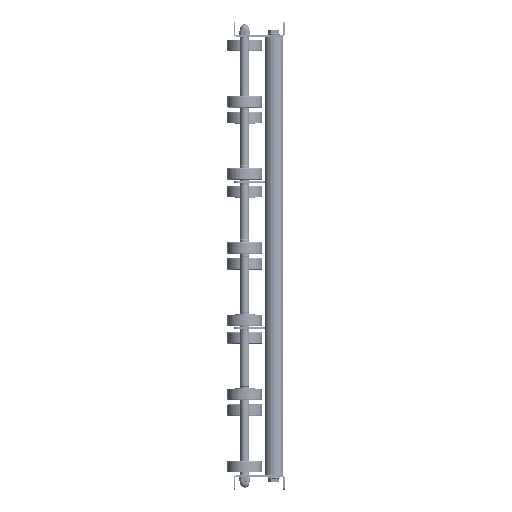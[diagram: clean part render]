
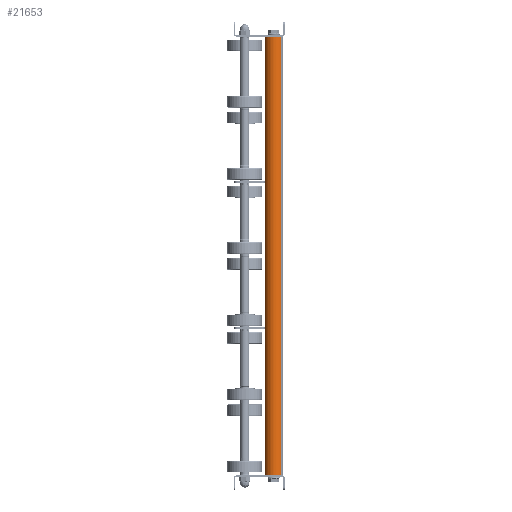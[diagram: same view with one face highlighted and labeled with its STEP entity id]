
A CAD part, left-side view. The second image highlights one B-rep face of the part: STEP entity #21653.
In plain terms, the highlighted cylindrical face has radius 12.5 mm (diameter 25 mm), a partial arc.
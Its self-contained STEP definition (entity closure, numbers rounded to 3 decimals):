
#529 = ORIENTED_EDGE ( 'NONE', *, *, #24668, .T. ) ;
#1292 = CARTESIAN_POINT ( 'NONE',  ( 600., 0., -12.5 ) ) ;
#3375 = DIRECTION ( 'NONE',  ( -1., 0., 0. ) ) ;
#4666 = VECTOR ( 'NONE', #3375, 1000. ) ;
#5988 = VECTOR ( 'NONE', #18816, 1000. ) ;
#6665 = CARTESIAN_POINT ( 'NONE',  ( 599., 0., 12.5 ) ) ;
#7278 = CARTESIAN_POINT ( 'NONE',  ( 600., 0., 12.5 ) ) ;
#7871 = DIRECTION ( 'NONE',  ( 0., 0., 1. ) ) ;
#9894 = ORIENTED_EDGE ( 'NONE', *, *, #22061, .T. ) ;
#10953 = CARTESIAN_POINT ( 'NONE',  ( 1., 0., 12.5 ) ) ;
#11761 = ORIENTED_EDGE ( 'NONE', *, *, #27447, .F. ) ;
#12282 = LINE ( 'NONE', #1292, #4666 ) ;
#14915 = AXIS2_PLACEMENT_3D ( 'NONE', #21944, #30286, #36354 ) ;
#15066 = AXIS2_PLACEMENT_3D ( 'NONE', #36639, #16029, #7871 ) ;
#15636 = VERTEX_POINT ( 'NONE', #23819 ) ;
#16020 = AXIS2_PLACEMENT_3D ( 'NONE', #16057, #30983, #21728 ) ;
#16029 = DIRECTION ( 'NONE',  ( -1., 0., 0. ) ) ;
#16057 = CARTESIAN_POINT ( 'NONE',  ( 599., 0., 0. ) ) ;
#17033 = ORIENTED_EDGE ( 'NONE', *, *, #25798, .T. ) ;
#17170 = VERTEX_POINT ( 'NONE', #10953 ) ;
#18632 = LINE ( 'NONE', #7278, #5988 ) ;
#18816 = DIRECTION ( 'NONE',  ( -1., 0., 0. ) ) ;
#18955 = CARTESIAN_POINT ( 'NONE',  ( 599., 0., -12.5 ) ) ;
#21653 = ADVANCED_FACE ( 'NONE', ( #27543 ), #25058, .T. ) ;
#21728 = DIRECTION ( 'NONE',  ( 0., 0., -1. ) ) ;
#21944 = CARTESIAN_POINT ( 'NONE',  ( 1., 0., 0. ) ) ;
#22061 = EDGE_CURVE ( 'NONE', #33661, #17170, #18632, .T. ) ;
#23819 = CARTESIAN_POINT ( 'NONE',  ( 1., 0., -12.5 ) ) ;
#24644 = EDGE_LOOP ( 'NONE', ( #11761, #529, #9894, #17033 ) ) ;
#24668 = EDGE_CURVE ( 'NONE', #35168, #33661, #35360, .T. ) ;
#25058 = CYLINDRICAL_SURFACE ( 'NONE', #15066, 12.5 ) ;
#25717 = CIRCLE ( 'NONE', #14915, 12.5 ) ;
#25798 = EDGE_CURVE ( 'NONE', #17170, #15636, #25717, .T. ) ;
#27447 = EDGE_CURVE ( 'NONE', #35168, #15636, #12282, .T. ) ;
#27543 = FACE_OUTER_BOUND ( 'NONE', #24644, .T. ) ;
#30286 = DIRECTION ( 'NONE',  ( 1., 0., 0. ) ) ;
#30983 = DIRECTION ( 'NONE',  ( -1., 0., 0. ) ) ;
#33661 = VERTEX_POINT ( 'NONE', #6665 ) ;
#35168 = VERTEX_POINT ( 'NONE', #18955 ) ;
#35360 = CIRCLE ( 'NONE', #16020, 12.5 ) ;
#36354 = DIRECTION ( 'NONE',  ( 0., 0., -1. ) ) ;
#36639 = CARTESIAN_POINT ( 'NONE',  ( 600., 0., 0. ) ) ;
